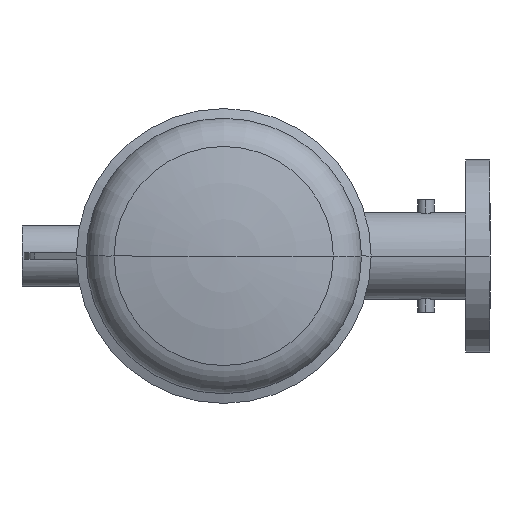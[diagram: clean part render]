
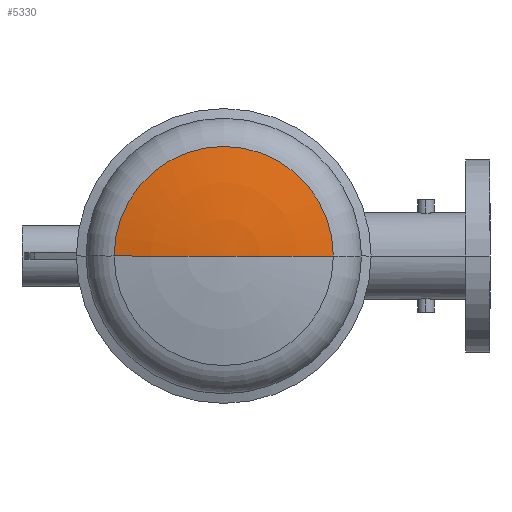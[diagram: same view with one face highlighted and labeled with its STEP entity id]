
A CAD part, left-side view. The second image highlights one B-rep face of the part: STEP entity #5330.
In plain terms, the highlighted toroidal (fillet/blend) face has major radius 0 mm and minor radius 508 mm.
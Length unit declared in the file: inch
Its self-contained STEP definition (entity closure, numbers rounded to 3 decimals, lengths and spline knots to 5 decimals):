
#50 = ORIENTED_EDGE ( 'NONE', *, *, #2395, .T. ) ;
#130 = CIRCLE ( 'NONE', #1754, 20. ) ;
#163 = CARTESIAN_POINT ( 'NONE',  ( 19.99927, 0.00337, 0. ) ) ;
#208 = DIRECTION ( 'NONE',  ( -1., 0., 0. ) ) ;
#330 = DIRECTION ( 'NONE',  ( 0., 0., 1. ) ) ;
#487 = CARTESIAN_POINT ( 'NONE',  ( 0.46073, -4.26806, 0. ) ) ;
#495 = VERTEX_POINT ( 'NONE', #487 ) ;
#691 = CARTESIAN_POINT ( 'NONE',  ( 19.99927, 0.00337, 0. ) ) ;
#883 = DIRECTION ( 'NONE',  ( -1., 0., 0. ) ) ;
#1078 = DIRECTION ( 'NONE',  ( -1., 0., 0. ) ) ;
#1120 = EDGE_LOOP ( 'NONE', ( #5704, #50, #4503 ) ) ;
#1585 = DIRECTION ( 'NONE',  ( 0., -1., 0. ) ) ;
#1754 = AXIS2_PLACEMENT_3D ( 'NONE', #1900, #330, #2412 ) ;
#1796 = CIRCLE ( 'NONE', #3723, 20. ) ;
#1888 = EDGE_CURVE ( 'NONE', #495, #4012, #1796, .T. ) ;
#1900 = CARTESIAN_POINT ( 'NONE',  ( 19.99927, 0.00338, 0. ) ) ;
#2002 = TOROIDAL_SURFACE ( 'NONE', #2537, 0., 20. ) ;
#2395 = EDGE_CURVE ( 'NONE', #5921, #4012, #130, .T. ) ;
#2412 = DIRECTION ( 'NONE',  ( 0., -1., 0. ) ) ;
#2517 = EDGE_CURVE ( 'NONE', #495, #5921, #3793, .T. ) ;
#2537 = AXIS2_PLACEMENT_3D ( 'NONE', #163, #1078, #1585 ) ;
#2867 = FACE_OUTER_BOUND ( 'NONE', #1120, .T. ) ;
#3272 = CARTESIAN_POINT ( 'NONE',  ( -0.00073, 0.00337, 0. ) ) ;
#3723 = AXIS2_PLACEMENT_3D ( 'NONE', #691, #5310, #208 ) ;
#3793 = CIRCLE ( 'NONE', #5539, 4.27144 ) ;
#4012 = VERTEX_POINT ( 'NONE', #3272 ) ;
#4503 = ORIENTED_EDGE ( 'NONE', *, *, #1888, .F. ) ;
#4888 = CARTESIAN_POINT ( 'NONE',  ( 0.46073, 0.00337, 0. ) ) ;
#5054 = CARTESIAN_POINT ( 'NONE',  ( 0.46073, 4.27481, 0. ) ) ;
#5310 = DIRECTION ( 'NONE',  ( 0., 0., -1. ) ) ;
#5330 = ADVANCED_FACE ( 'NONE', ( #2867 ), #2002, .T. ) ;
#5539 = AXIS2_PLACEMENT_3D ( 'NONE', #4888, #883, #6435 ) ;
#5704 = ORIENTED_EDGE ( 'NONE', *, *, #2517, .T. ) ;
#5921 = VERTEX_POINT ( 'NONE', #5054 ) ;
#6435 = DIRECTION ( 'NONE',  ( 0., -1., 0. ) ) ;
